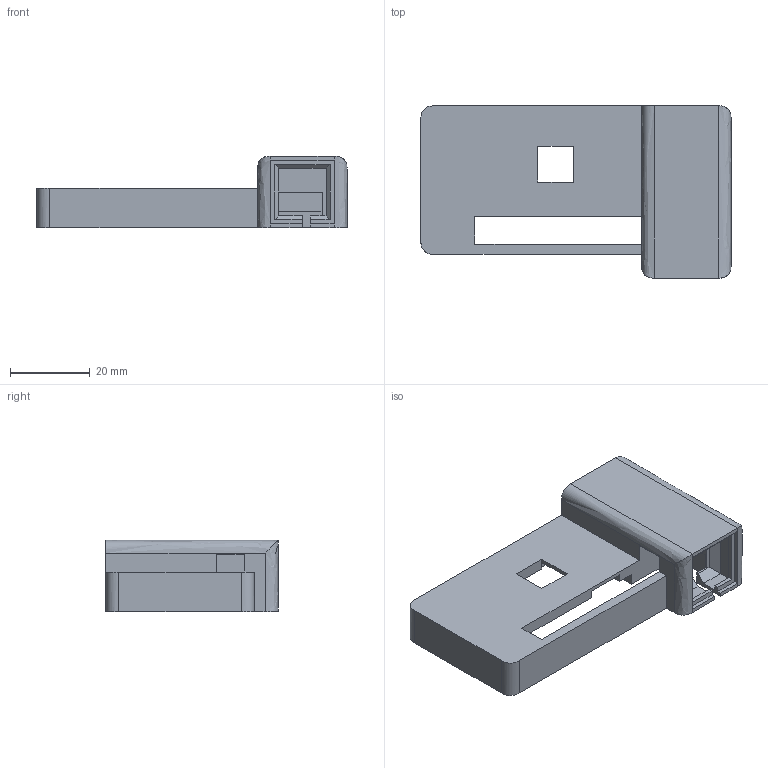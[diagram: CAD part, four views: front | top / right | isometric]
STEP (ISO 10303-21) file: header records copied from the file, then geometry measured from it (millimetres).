
FILE_DESCRIPTION(/* description */ ('STEP AP242','CAx-IF Rec.Pracs.---Representation and Presentation of Product Manufacturing Information (PMI)---4.0---2014-10-13','CAx-IF Rec.Pracs.---3D Tessellated Geometry---0.4---2014-09-14','2;1'),/* implementation_level */ '2;1');
FILE_NAME(/* name */ '67fc7c49f1e6e93fb1e6d82e',/* time_stamp */ '2025-04-14T03:08:57Z',/* author */ (''),/* organization */ (''),/* preprocessor_version */ 'ST-DEVELOPER v20',/* originating_system */ 'ONSHAPE BY PTC INC, 1.196',/* authorisation */ ' ');
FILE_SCHEMA (('AP242_MANAGED_MODEL_BASED_3D_ENGINEERING_MIM_LF { 1 0 10303 442 1 1 4 }'));
Length unit declared in the file: metre
Products named in the file (1): bottom
Bounding box: 77.94 x 43.27 x 18 mm (x, y, z)
Volume: 19031.9 mm3; surface area: 11163.1 mm2
Topology: 1 solids, 1 shells, 92 faces, 255 edges, 166 vertices
Faces by surface type: plane 81, bspline 7, cylinder 4
Full cylindrical faces by diameter (mm): 3 x4
Entity records: 3098 total; most frequent: CARTESIAN_POINT 834, ORIENTED_EDGE 494, DIRECTION 398, EDGE_CURVE 247, LINE 210, VECTOR 210, VERTEX_POINT 162, EDGE_LOOP 101
